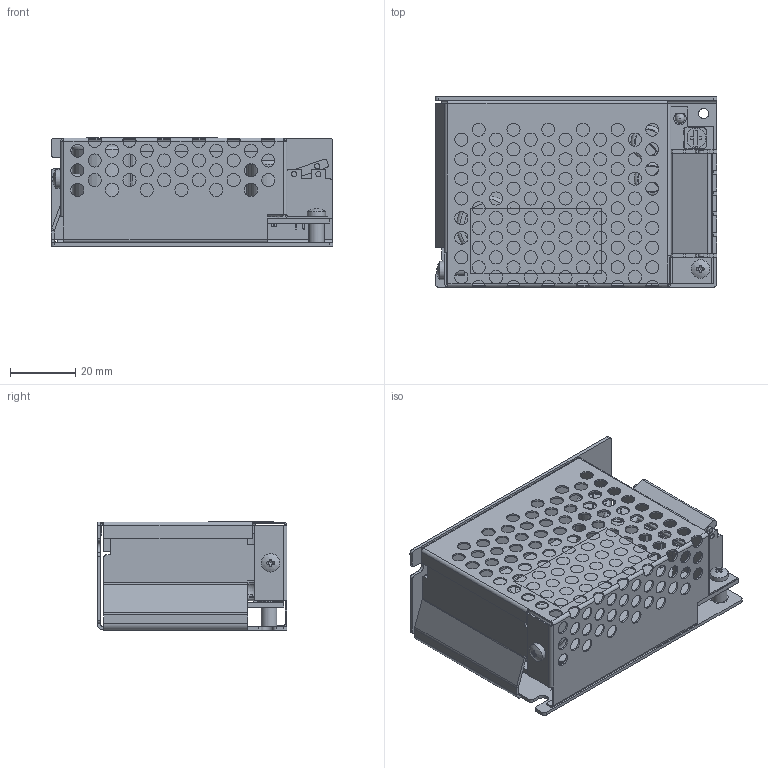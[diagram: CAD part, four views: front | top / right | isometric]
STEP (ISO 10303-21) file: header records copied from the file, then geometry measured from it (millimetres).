
FILE_DESCRIPTION(/* description */ (''),/* implementation_level */ '2;1');
FILE_NAME(/* name */ 'Power Supply S-60-12 v1.step',/* time_stamp */ '2019-11-10T14:00:46+01:00',/* author */ (''),/* organization */ (''),/* preprocessor_version */ 'ST-DEVELOPER v18',/* originating_system */ 'Autodesk Translation Framework v8.9.1.1155',/* authorisation */ '');
FILE_SCHEMA (('AUTOMOTIVE_DESIGN { 1 0 10303 214 3 1 1 }'));
Length unit declared in the file: millimetre
Products named in the file (21): Power Supply S-60-12; Base; Cover; Torretta; Basetta; ScrewTerminal v20; Corpo v2; Cover v1; DadoBasso v1; ISO 7045 - d M3 x l 6 - 4.8 - H; DadoAlto v1; Pot - RES_VAR1 v1; LED 3mm Green v1; ISO 7045 - d M3 x l 6 - 4.8 - H_1; ISO 7045 - d M3 x l 6 - 4.8 - H_2; ISO 7045 - d M3 x l 6 - 4.8 - H_3; CAP_RAD_D18x20_POL_BK v1; CAP_RAD_D10x16_POL_BK v1 (1); CAP_RAD_D10x16_POL_BK v1; Img02; Img01
Assembly tree (33 placements, depth 3):
  Power Supply S-60-12
    Base
    Cover
    Torretta  x2
    Basetta
    ScrewTerminal v20
      Corpo v2
      Cover v1
      DadoBasso v1  x5
      ISO 7045 - d M3 x l 6 - 4.8 - H  x5
      DadoAlto v1  x5
    Pot - RES_VAR1 v1
    LED 3mm Green v1
    ISO 7045 - d M3 x l 6 - 4.8 - H_1
    ISO 7045 - d M3 x l 6 - 4.8 - H_2
    ISO 7045 - d M3 x l 6 - 4.8 - H_3
    CAP_RAD_D18x20_POL_BK v1
    CAP_RAD_D10x16_POL_BK v1 (1)
    CAP_RAD_D10x16_POL_BK v1
    Img02
    Img01
Bounding box: 86 x 58.02 x 33.02 mm (x, y, z)
Volume: 31446.6 mm3; surface area: 55579.7 mm2
Topology: 44 solids, 44 shells, 1923 faces, 5048 edges, 3235 vertices
Faces by surface type: plane 879, cylinder 593, bspline 137, torus 136, cone 105, sphere 73
Full cylindrical faces by diameter (mm): 0.6 x4, 0.8 x2, 1.6 x8, 2.459 x8, 2.529 x8, 2.927 x5, 3 x14, 3.1 x1, 3.2 x5, 4 x126, 4.5 x5, 4.8 x2, 5.6 x3, 7.875 x4, 13.875 x2
Entity records: 48026 total; most frequent: CARTESIAN_POINT 12799, ORIENTED_EDGE 7326, DIRECTION 6728, EDGE_CURVE 3663, VERTEX_POINT 2382, AXIS2_PLACEMENT_3D 2300, LINE 2128, VECTOR 2128
